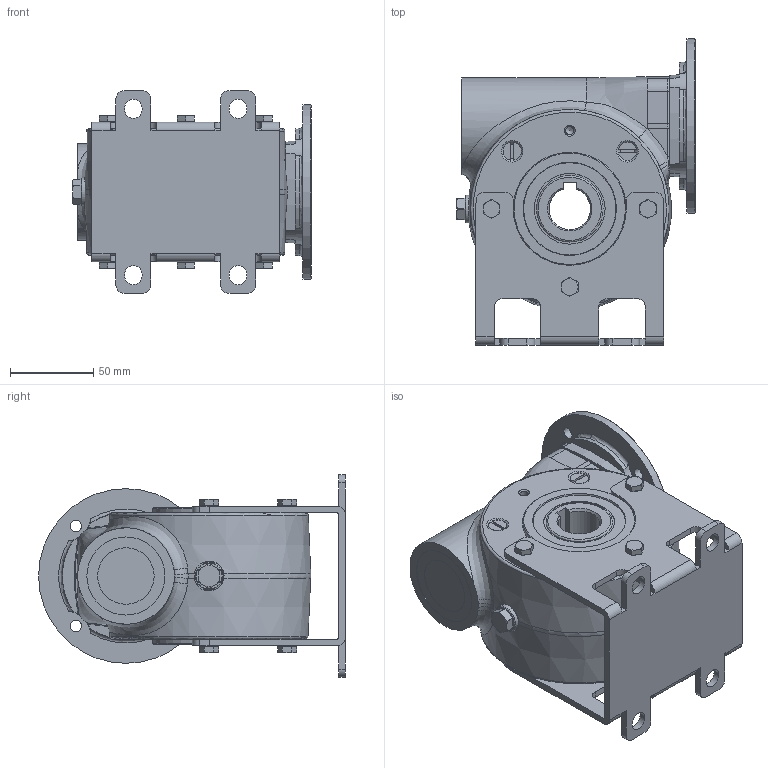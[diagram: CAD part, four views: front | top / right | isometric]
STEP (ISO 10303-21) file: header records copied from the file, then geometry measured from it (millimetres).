
FILE_DESCRIPTION( ( 'Unknown' ), '1' );
FILE_NAME( 'D29E4130934A3717336E6121D77C924.3d.stp', 'Unknown', ( 'Unknown' ), ( 'Unknown' ), 'PSStep 10.1', 'Unknown', ' ' );
FILE_SCHEMA( ( 'AUTOMOTIVE_DESIGN { 1 0 10303 214 1 1 1 1 }' ) );
Length unit declared in the file: millimetre
Products named in the file (1): N508800
Bounding box: 143.5 x 184.5 x 122 mm (x, y, z)
Volume: 1192300.5 mm3; surface area: 131219.4 mm2
Topology: 1 solids, 23 shells, 593 faces, 1451 edges, 927 vertices
Faces by surface type: plane 258, cylinder 159, cone 110, torus 36, bspline 30
Full cylindrical faces by diameter (mm): 4.917 x22, 6 x10, 6.5 x10, 7 x4, 8.9 x6, 10 x4, 11 x4, 16.662 x1, 18 x1, 30 x1, 34 x1, 40 x1, 42.5 x2, 47 x1, 55 x1, 70 x1, 105 x1
Entity records: 24451 total; most frequent: CARTESIAN_POINT 7027, DIRECTION 2602, ORIENTED_EDGE 2442, EDGE_CURVE 1221, AXIS2_PLACEMENT_3D 1069, VERTEX_POINT 853, EDGE_LOOP 804, FACE_OUTER_BOUND 686
